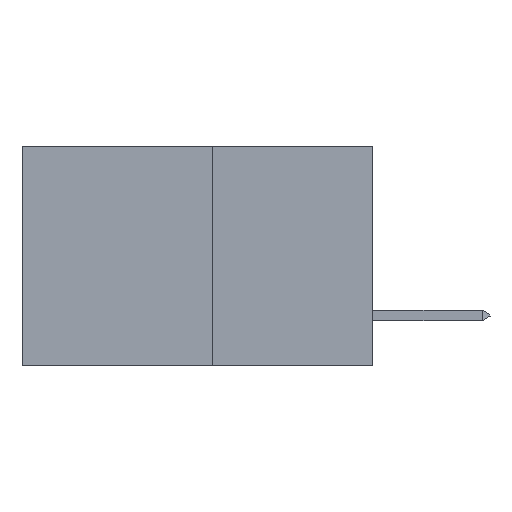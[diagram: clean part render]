
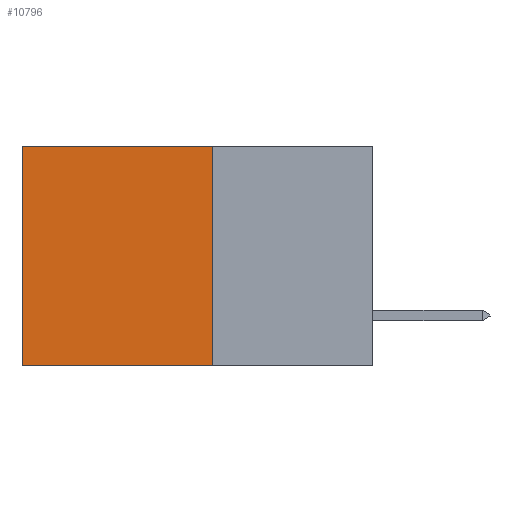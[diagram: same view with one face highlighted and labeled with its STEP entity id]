
A CAD part, left-side view. The second image highlights one B-rep face of the part: STEP entity #10796.
In plain terms, the highlighted planar face has unit normal (-1, 0, 0).
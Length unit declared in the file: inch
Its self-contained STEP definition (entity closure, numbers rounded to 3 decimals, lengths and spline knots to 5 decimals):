
#77 = CARTESIAN_POINT ( 'NONE',  ( 0.277, 0.27, -0.37 ) ) ;
#756 = EDGE_LOOP ( 'NONE', ( #4500, #2634, #6139, #9752 ) ) ;
#992 = LINE ( 'NONE', #77, #16652 ) ;
#1083 = CARTESIAN_POINT ( 'NONE',  ( 0.277, 0.59, -0.37 ) ) ;
#2570 = PLANE ( 'NONE',  #11218 ) ;
#2634 = ORIENTED_EDGE ( 'NONE', *, *, #8326, .F. ) ;
#2763 = EDGE_CURVE ( 'NONE', #14725, #3716, #992, .T. ) ;
#2818 = CARTESIAN_POINT ( 'NONE',  ( 0.277, 0.27, -0.37 ) ) ;
#3716 = VERTEX_POINT ( 'NONE', #2818 ) ;
#4106 = DIRECTION ( 'NONE',  ( 0., 0., -1. ) ) ;
#4202 = CARTESIAN_POINT ( 'NONE',  ( 0.277, 0.27, -0.37 ) ) ;
#4500 = ORIENTED_EDGE ( 'NONE', *, *, #12910, .T. ) ;
#5472 = VERTEX_POINT ( 'NONE', #1083 ) ;
#6139 = ORIENTED_EDGE ( 'NONE', *, *, #2763, .F. ) ;
#7790 = CARTESIAN_POINT ( 'NONE',  ( 0.277, 0.27, 0. ) ) ;
#8263 = CARTESIAN_POINT ( 'NONE',  ( 0.277, 0.27, 0. ) ) ;
#8326 = EDGE_CURVE ( 'NONE', #3716, #5472, #10697, .T. ) ;
#9752 = ORIENTED_EDGE ( 'NONE', *, *, #18241, .T. ) ;
#10077 = VECTOR ( 'NONE', #19054, 39.37008 ) ;
#10697 = LINE ( 'NONE', #4202, #17752 ) ;
#10796 = ADVANCED_FACE ( 'NONE', ( #15823 ), #2570, .F. ) ;
#10829 = VECTOR ( 'NONE', #18391, 39.37008 ) ;
#11218 = AXIS2_PLACEMENT_3D ( 'NONE', #19187, #13181, #4106 ) ;
#11312 = LINE ( 'NONE', #7790, #10829 ) ;
#11760 = DIRECTION ( 'NONE',  ( 0., 1., 0. ) ) ;
#12910 = EDGE_CURVE ( 'NONE', #17219, #5472, #17611, .T. ) ;
#13181 = DIRECTION ( 'NONE',  ( 1., 0., 0. ) ) ;
#14444 = CARTESIAN_POINT ( 'NONE',  ( 0.277, 0.59, 0. ) ) ;
#14725 = VERTEX_POINT ( 'NONE', #8263 ) ;
#15823 = FACE_OUTER_BOUND ( 'NONE', #756, .T. ) ;
#16652 = VECTOR ( 'NONE', #19028, 39.37008 ) ;
#17219 = VERTEX_POINT ( 'NONE', #14444 ) ;
#17512 = CARTESIAN_POINT ( 'NONE',  ( 0.277, 0.59, -0.37 ) ) ;
#17611 = LINE ( 'NONE', #17512, #10077 ) ;
#17752 = VECTOR ( 'NONE', #11760, 39.37008 ) ;
#18241 = EDGE_CURVE ( 'NONE', #14725, #17219, #11312, .T. ) ;
#18391 = DIRECTION ( 'NONE',  ( 0., 1., 0. ) ) ;
#19028 = DIRECTION ( 'NONE',  ( 0., 0., -1. ) ) ;
#19054 = DIRECTION ( 'NONE',  ( 0., 0., -1. ) ) ;
#19187 = CARTESIAN_POINT ( 'NONE',  ( 0.277, 0.27, -0.37 ) ) ;
